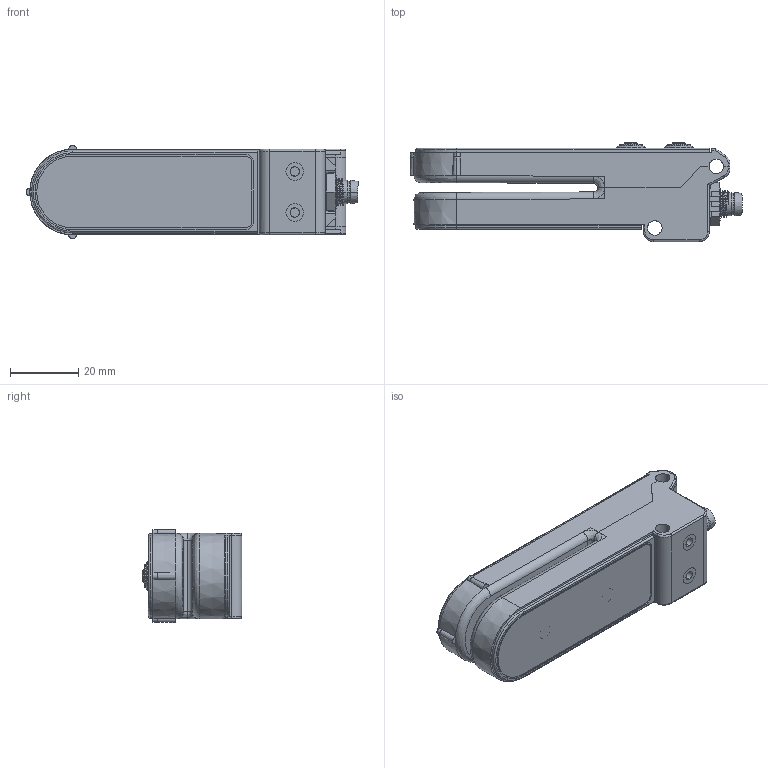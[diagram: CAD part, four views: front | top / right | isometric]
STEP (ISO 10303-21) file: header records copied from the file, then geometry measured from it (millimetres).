
FILE_DESCRIPTION (( 'STEP AP203' ), '1' );
FILE_NAME ('LERC.STEP', '2019-10-17T16:48:49', ( 'USER' ), ( '' ), 'SwSTEP 2.0', 'SolidWorks 2019', '' );
FILE_SCHEMA (( 'CONFIG_CONTROL_DESIGN' ));
Length unit declared in the file: inch
Products named in the file (1): LERC
Bounding box: 97.17 x 29.08 x 27.28 mm (x, y, z)
Surface area: 16287.1 mm2 (no closed solid volume)
Topology: 0 solids, 16 shells, 289 faces, 802 edges, 521 vertices
Faces by surface type: plane 114, cylinder 100, sphere 24, bspline 20, torus 16, cone 15
Entity records: 10849 total; most frequent: CARTESIAN_POINT 3888, DIRECTION 1419, ORIENTED_EDGE 1414, EDGE_CURVE 764, AXIS2_PLACEMENT_3D 521, VERTEX_POINT 499, VECTOR 377, LINE 377
